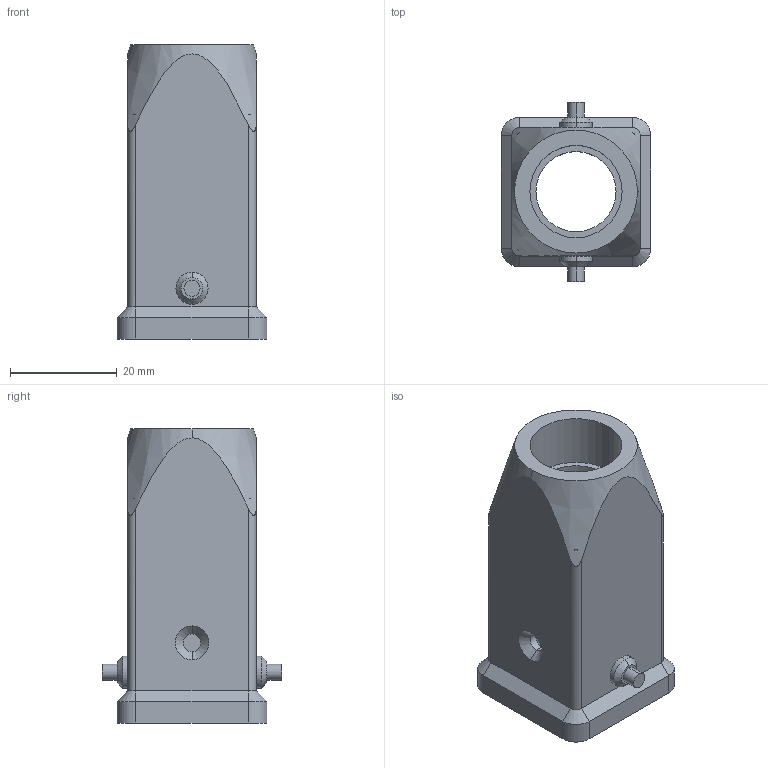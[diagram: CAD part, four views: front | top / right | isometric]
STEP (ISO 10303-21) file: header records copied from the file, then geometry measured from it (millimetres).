
FILE_DESCRIPTION((''),'2;1');
FILE_NAME('CKAW 03 V.stp','2006-12-07T10:29:10',('gembarski'),(''),'Autodesk Inventor 7','Autodesk Inventor 7','');
FILE_SCHEMA(('AUTOMOTIVE_DESIGN { 1 0 10303 214 1 1 1 1 }'));
Length unit declared in the file: millimetre
Products named in the file (1): CK-MK Tüllengehäuse Größe 21_21 Metall VS
Bounding box: 28 x 33.5 x 55 mm (x, y, z)
Volume: 8662.9 mm3; surface area: 10531.9 mm2
Topology: 1 solids, 1 shells, 126 faces, 311 edges, 200 vertices
Faces by surface type: plane 67, cylinder 40, cone 13, bspline 6
Entity records: 3836 total; most frequent: CARTESIAN_POINT 776, DIRECTION 639, ORIENTED_EDGE 622, EDGE_CURVE 311, AXIS2_PLACEMENT_3D 217, VECTOR 205, LINE 205, VERTEX_POINT 200
